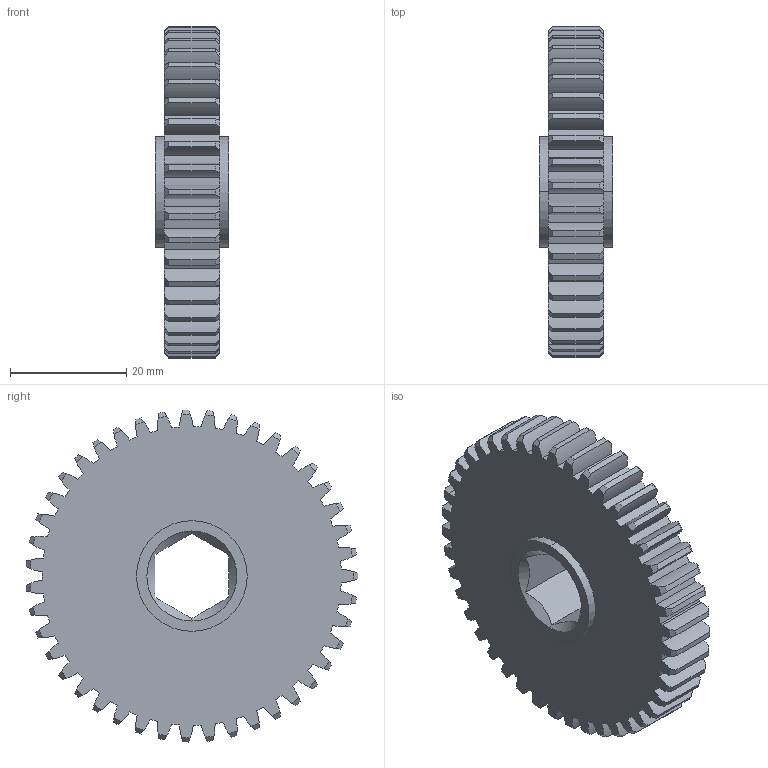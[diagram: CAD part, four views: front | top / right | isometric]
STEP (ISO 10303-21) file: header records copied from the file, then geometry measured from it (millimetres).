
FILE_DESCRIPTION (( 'STEP AP203' ), '1' );
FILE_NAME ('am-4711 43T 20DP 500hex 375 FW.STEP', '2022-05-23T16:49:21', ( '' ), ( '' ), 'SwSTEP 2.0', 'SolidWorks 2021', '' );
FILE_SCHEMA (( 'CONFIG_CONTROL_DESIGN' ));
Length unit declared in the file: inch
Products named in the file (1): am-4711 43T 20DP 500hex 375 FW
Bounding box: 12.7 x 57.11 x 57.14 mm (x, y, z)
Volume: 20982.8 mm3; surface area: 8335.6 mm2
Topology: 1 solids, 1 shells, 280 faces, 824 edges, 548 vertices
Faces by surface type: cylinder 180, cone 90, plane 10
Entity records: 9937 total; most frequent: CARTESIAN_POINT 2315, DIRECTION 1648, ORIENTED_EDGE 1648, EDGE_CURVE 824, AXIS2_PLACEMENT_3D 729, VERTEX_POINT 548, CIRCLE 448, EDGE_LOOP 284
